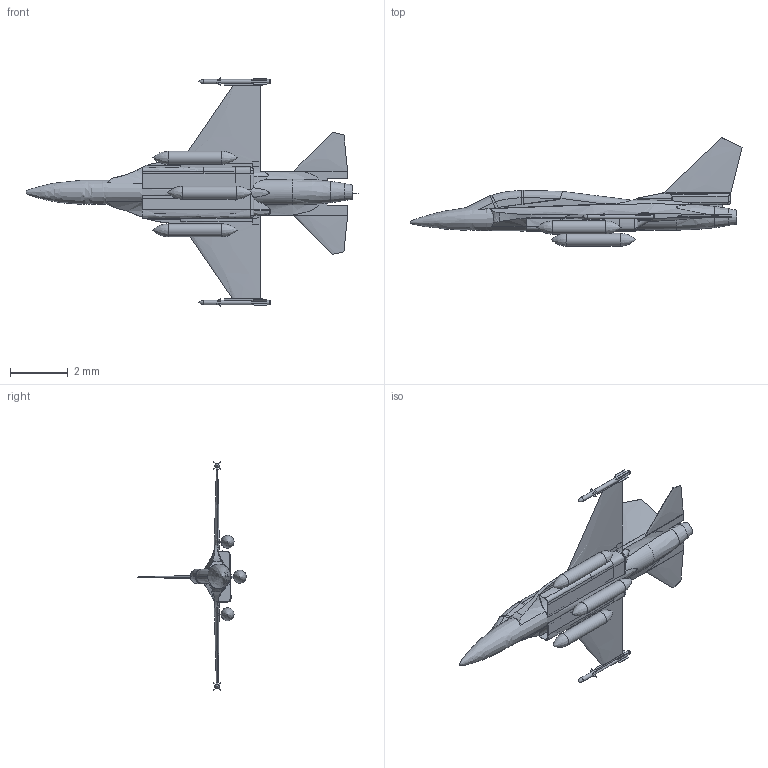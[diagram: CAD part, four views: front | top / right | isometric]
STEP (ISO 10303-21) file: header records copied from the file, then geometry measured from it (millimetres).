
FILE_DESCRIPTION(/* description */ (''),/* implementation_level */ '2;1');
FILE_NAME(/* name */ 'T-50 Golden Eagle v1.step',/* time_stamp */ '2022-09-29T19:50:30-04:00',/* author */ (''),/* organization */ (''),/* preprocessor_version */ 'ST-DEVELOPER v18.1',/* originating_system */ 'Autodesk Translation Framework v10.10.0.1391',/* authorisation */ '');
FILE_SCHEMA (('AUTOMOTIVE_DESIGN { 1 0 10303 214 3 1 1 }'));
Length unit declared in the file: millimetre
Products named in the file (1): T-50 Golden Eagle
Bounding box: 11.45 x 3.75 x 7.88 mm (x, y, z)
Volume: 11.4 mm3; surface area: 115.3 mm2
Topology: 5 solids, 5 shells, 331 faces, 896 edges, 592 vertices
Faces by surface type: plane 183, bspline 105, cylinder 32, cone 7, torus 4
Full cylindrical faces by diameter (mm): 0.077 x2, 0.127 x2, 0.147 x2, 0.449 x3, 0.484 x2
Entity records: 16051 total; most frequent: CARTESIAN_POINT 8656, ORIENTED_EDGE 1774, DIRECTION 1140, EDGE_CURVE 887, VERTEX_POINT 592, AXIS2_PLACEMENT_3D 390, LINE 360, VECTOR 360
